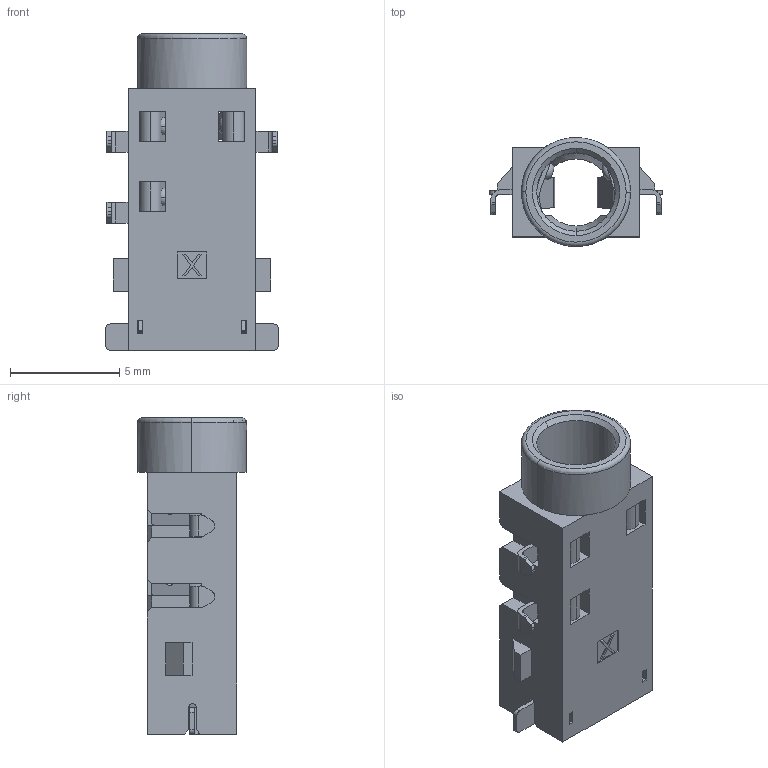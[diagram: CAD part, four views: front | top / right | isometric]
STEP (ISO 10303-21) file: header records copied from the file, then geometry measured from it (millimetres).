
FILE_DESCRIPTION (( 'STEP AP214' ), '1' );
FILE_NAME ('CUI_DEVICES_SJ-3501-SMT-TR.step', '2023-05-03T19:53:46', ( '' ), ( '' ), 'SwSTEP 2.0', 'SolidWorks 2023', '' );
FILE_SCHEMA (( 'AUTOMOTIVE_DESIGN' ));
Length unit declared in the file: millimetre
Products named in the file (1): CUI_DEVICES_SJ-3501-SMT-TR
Bounding box: 7.9 x 5 x 14.5 mm (x, y, z)
Volume: 166.5 mm3; surface area: 709.2 mm2
Topology: 1 solids, 1 shells, 524 faces, 1518 edges, 971 vertices
Faces by surface type: plane 325, cylinder 163, bspline 18, torus 8, cone 7, sphere 3
Entity records: 18205 total; most frequent: CARTESIAN_POINT 4272, ORIENTED_EDGE 3024, DIRECTION 2806, EDGE_CURVE 1512, LINE 1098, VECTOR 1098, VERTEX_POINT 968, AXIS2_PLACEMENT_3D 854
